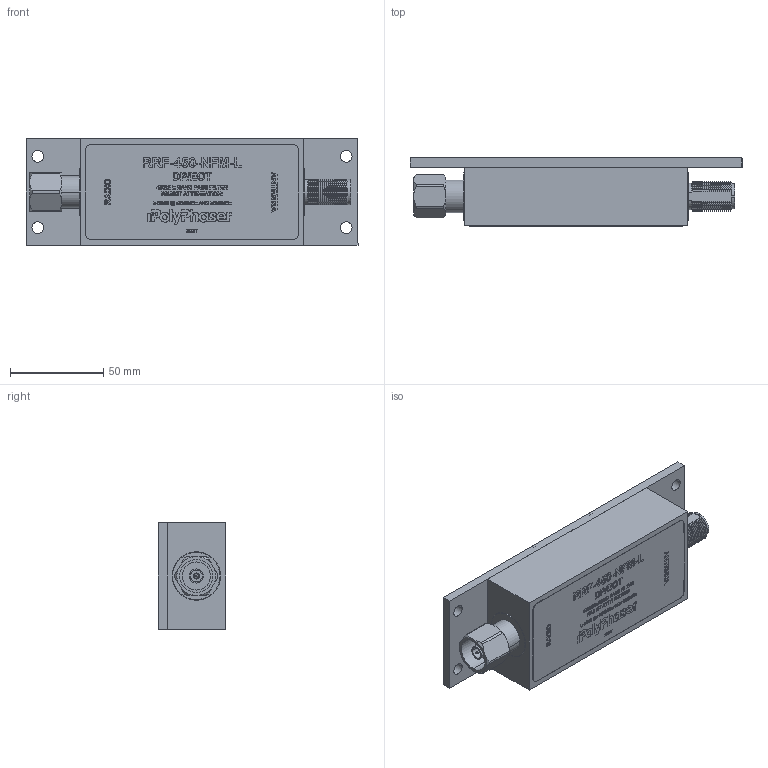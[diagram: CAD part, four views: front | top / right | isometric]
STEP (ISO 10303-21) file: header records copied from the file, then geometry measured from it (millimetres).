
FILE_DESCRIPTION (( 'STEP AP214' ), '1' );
FILE_NAME ('RRF-450-NFM-L.STEP', '2019-07-30T17:42:25', ( '' ), ( '' ), 'SwSTEP 2.0', 'SolidWorks 2019', '' );
FILE_SCHEMA (( 'AUTOMOTIVE_DESIGN' ));
Length unit declared in the file: inch
Products named in the file (24): 5420-0267; Body^2012-1312; RRF-450-NFM-L; 2003-3020; 1141-0611-06; 2003-3002; NUT^2012-1312; 2011-1306; 1141-0611-06_1141-0611-06; 2012-1312; 5330-0377
Assembly tree (16 placements, depth 3):
  RRF-450-NFM-L
    5330-0377
    5420-0267
    2011-1306
    2012-1312
      Body^2012-1312
      NUT^2012-1312
    2003-3020
      2003-3002
    1141-0611-06_1141-0611-06  x8
  1141-0611-06
  1141-0611-06
  5420-0267
  1141-0611-06
Bounding box: 177.8 x 36.4 x 57.15 mm (x, y, z)
Volume: 198258.8 mm3; surface area: 79028.3 mm2
Topology: 14 solids, 14 shells, 2816 faces, 7419 edges, 4777 vertices
Faces by surface type: plane 1207, cone 616, cylinder 614, bspline 375, torus 4
Entity records: 103690 total; most frequent: CARTESIAN_POINT 35145, ORIENTED_EDGE 11020, DIRECTION 8773, EDGE_CURVE 5510, LINE 3645, VECTOR 3645, VERTEX_POINT 3622, AXIS2_PLACEMENT_3D 2564
